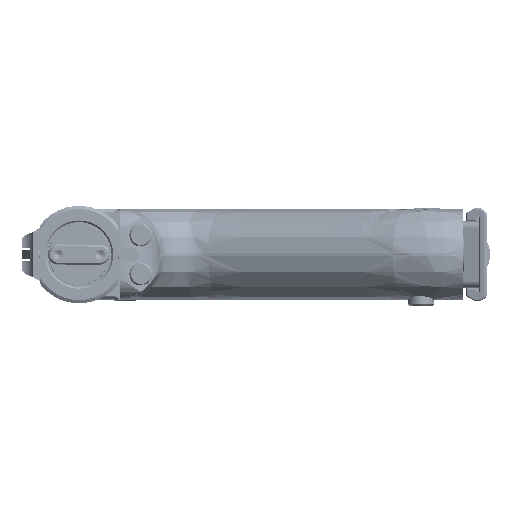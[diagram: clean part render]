
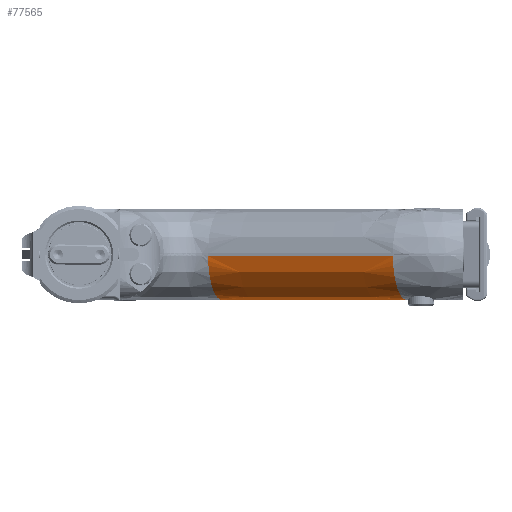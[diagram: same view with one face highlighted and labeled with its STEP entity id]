
A CAD part, left-side view. The second image highlights one B-rep face of the part: STEP entity #77565.
In plain terms, the highlighted free-form (B-spline) face has degree [2, 3] with [3, 4] control points.
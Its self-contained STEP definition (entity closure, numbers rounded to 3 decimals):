
#75004 = VERTEX_POINT('',#75005);
#75005 = CARTESIAN_POINT('',(-67.904,-100.843,-14.));
#75012 = EDGE_CURVE('',#75004,#75013,#75015,.T.);
#75013 = VERTEX_POINT('',#75014);
#75014 = CARTESIAN_POINT('',(-48.339,-44.022,-14.));
#75015 = B_SPLINE_CURVE_WITH_KNOTS('',3,(#75016,#75017,#75018,#75019),
  .UNSPECIFIED.,.F.,.F.,(4,4),(0.,1.),.PIECEWISE_BEZIER_KNOTS.);
#75016 = CARTESIAN_POINT('',(-67.904,-100.843,-14.));
#75017 = CARTESIAN_POINT('',(-61.382,-81.902,-14.));
#75018 = CARTESIAN_POINT('',(-54.861,-62.962,-14.));
#75019 = CARTESIAN_POINT('',(-48.339,-44.022,-14.));
#77485 = EDGE_CURVE('',#75013,#77486,#77488,.T.);
#77486 = VERTEX_POINT('',#77487);
#77487 = CARTESIAN_POINT('',(-60.915,-39.692,-0.4));
#77488 = ( BOUNDED_CURVE() B_SPLINE_CURVE(2,(#77489,#77490,#77491),
.UNSPECIFIED.,.F.,.F.) B_SPLINE_CURVE_WITH_KNOTS((3,3),(0.,1.),
.PIECEWISE_BEZIER_KNOTS.) CURVE() GEOMETRIC_REPRESENTATION_ITEM() 
RATIONAL_B_SPLINE_CURVE((1.,0.707,1.)) REPRESENTATION_ITEM('') 
  );
#77489 = CARTESIAN_POINT('',(-48.339,-44.022,-14.));
#77490 = CARTESIAN_POINT('',(-60.915,-39.692,-14.));
#77491 = CARTESIAN_POINT('',(-60.915,-39.692,-0.4));
#77565 = ADVANCED_FACE('',(#77566),#77585,.T.);
#77566 = FACE_BOUND('',#77567,.T.);
#77567 = EDGE_LOOP('',(#77568,#77576,#77583,#77584));
#77568 = ORIENTED_EDGE('',*,*,#77569,.T.);
#77569 = EDGE_CURVE('',#75004,#77570,#77572,.T.);
#77570 = VERTEX_POINT('',#77571);
#77571 = CARTESIAN_POINT('',(-80.479,-96.513,-0.4));
#77572 = ( BOUNDED_CURVE() B_SPLINE_CURVE(2,(#77573,#77574,#77575),
.UNSPECIFIED.,.F.,.F.) B_SPLINE_CURVE_WITH_KNOTS((3,3),(0.,1.),
.PIECEWISE_BEZIER_KNOTS.) CURVE() GEOMETRIC_REPRESENTATION_ITEM() 
RATIONAL_B_SPLINE_CURVE((1.,0.707,1.)) REPRESENTATION_ITEM('') 
  );
#77573 = CARTESIAN_POINT('',(-67.904,-100.843,-14.));
#77574 = CARTESIAN_POINT('',(-80.479,-96.513,-14.));
#77575 = CARTESIAN_POINT('',(-80.479,-96.513,-0.4));
#77576 = ORIENTED_EDGE('',*,*,#77577,.F.);
#77577 = EDGE_CURVE('',#77486,#77570,#77578,.T.);
#77578 = B_SPLINE_CURVE_WITH_KNOTS('',3,(#77579,#77580,#77581,#77582),
  .UNSPECIFIED.,.F.,.F.,(4,4),(0.,1.),.PIECEWISE_BEZIER_KNOTS.);
#77579 = CARTESIAN_POINT('',(-60.915,-39.692,-0.4));
#77580 = CARTESIAN_POINT('',(-67.436,-58.632,-0.4));
#77581 = CARTESIAN_POINT('',(-73.958,-77.572,-0.4));
#77582 = CARTESIAN_POINT('',(-80.479,-96.513,-0.4));
#77583 = ORIENTED_EDGE('',*,*,#77485,.F.);
#77584 = ORIENTED_EDGE('',*,*,#75012,.F.);
#77585 = ( BOUNDED_SURFACE() B_SPLINE_SURFACE(2,3,(
    (#77586,#77587,#77588,#77589)
    ,(#77590,#77591,#77592,#77593)
    ,(#77594,#77595,#77596,#77597
)),.UNSPECIFIED.,.F.,.F.,.F.) B_SPLINE_SURFACE_WITH_KNOTS((3,3),(4,4),(
    0.,1.),(-0.06,0.),
.PIECEWISE_BEZIER_KNOTS.) GEOMETRIC_REPRESENTATION_ITEM() 
RATIONAL_B_SPLINE_SURFACE((
    (1.,1.,1.,1.)
    ,(0.707,0.707,0.707,0.707)
,(1.,1.,1.,1.))) REPRESENTATION_ITEM('') SURFACE() );
#77586 = CARTESIAN_POINT('',(-60.915,-39.692,-0.4));
#77587 = CARTESIAN_POINT('',(-67.436,-58.632,-0.4));
#77588 = CARTESIAN_POINT('',(-73.958,-77.572,-0.4));
#77589 = CARTESIAN_POINT('',(-80.479,-96.513,-0.4));
#77590 = CARTESIAN_POINT('',(-60.915,-39.692,-14.));
#77591 = CARTESIAN_POINT('',(-67.436,-58.632,
    -14.));
#77592 = CARTESIAN_POINT('',(-73.958,-77.572,-14.));
#77593 = CARTESIAN_POINT('',(-80.479,-96.513,-14.));
#77594 = CARTESIAN_POINT('',(-48.339,-44.022,-14.));
#77595 = CARTESIAN_POINT('',(-54.861,-62.962,-14.));
#77596 = CARTESIAN_POINT('',(-61.382,-81.902,-14.));
#77597 = CARTESIAN_POINT('',(-67.904,-100.843,-14.));
